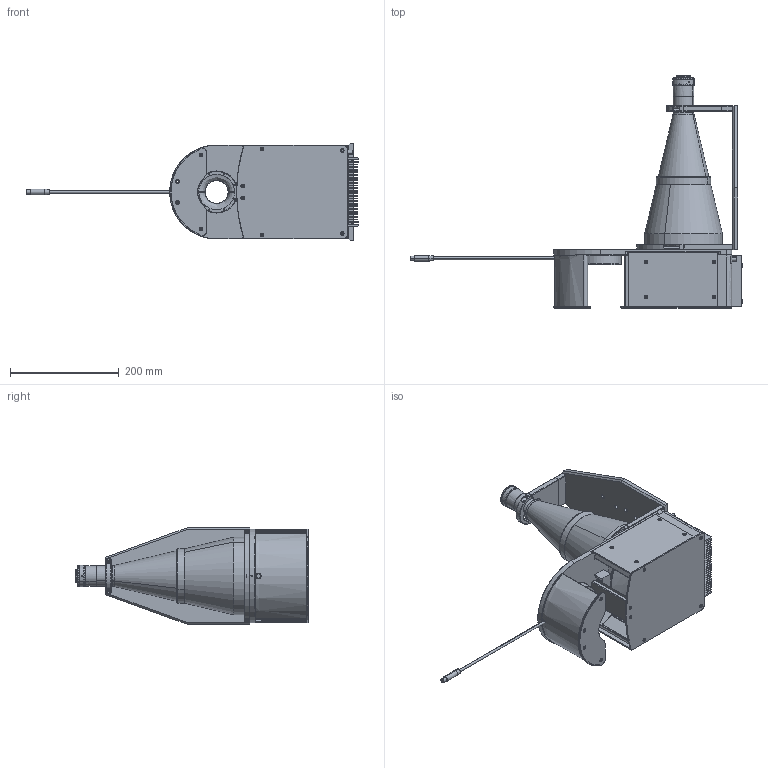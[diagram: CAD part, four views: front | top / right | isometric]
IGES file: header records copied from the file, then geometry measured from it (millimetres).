
Start section: SolidWorks IGES file using analytic representation for surfaces
Global section: file name: DP30020_TCCAGE23096HP.igs; native system: SolidWorks 2020; preprocessor: SolidWorks 2020; author: andreava; date: 200626.121041; units: millimetre
Bounding box: 611.73 x 427.55 x 179 mm (x, y, z)
Surface area: 719381.6 mm2 (no closed solid volume)
Topology: 0 solids, 0 shells, 878 faces, 14839 edges, 14825 vertices
Faces by surface type: bspline 539, revolution 339
